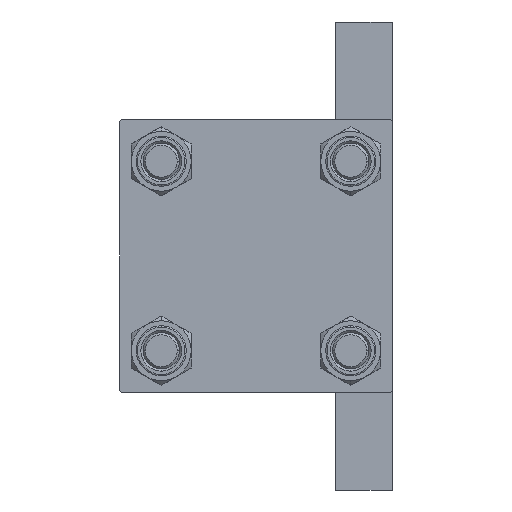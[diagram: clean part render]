
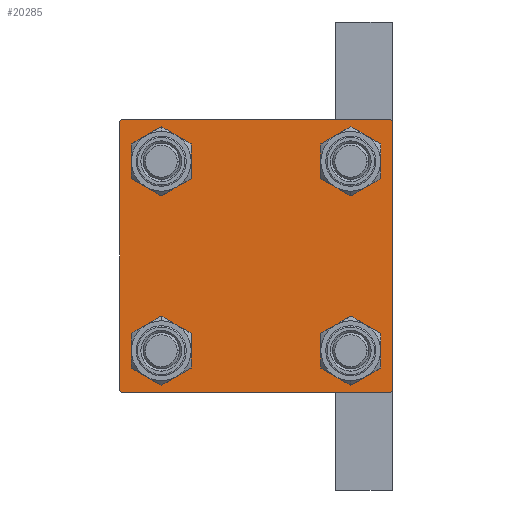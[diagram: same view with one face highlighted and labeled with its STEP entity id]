
A CAD part, left-side view. The second image highlights one B-rep face of the part: STEP entity #20285.
In plain terms, the highlighted planar face has unit normal (-1, 0, 0).
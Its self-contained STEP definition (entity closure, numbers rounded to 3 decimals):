
#224 = CARTESIAN_POINT ( 'NONE',  ( 0., -20.85, -25.35 ) ) ;
#726 = VERTEX_POINT ( 'NONE', #2587 ) ;
#838 = CIRCLE ( 'NONE', #36232, 4.5 ) ;
#949 = CARTESIAN_POINT ( 'NONE',  ( 0., -29.75, 29.75 ) ) ;
#1023 = CIRCLE ( 'NONE', #17527, 4.5 ) ;
#1171 = EDGE_CURVE ( 'NONE', #48632, #7809, #1023, .T. ) ;
#1489 = DIRECTION ( 'NONE',  ( 0., -0.707, 0.707 ) ) ;
#1689 = DIRECTION ( 'NONE',  ( 0., 0., 1. ) ) ;
#2069 = ORIENTED_EDGE ( 'NONE', *, *, #37507, .T. ) ;
#2587 = CARTESIAN_POINT ( 'NONE',  ( 0., 20.85, -25.35 ) ) ;
#3943 = CARTESIAN_POINT ( 'NONE',  ( 0., 29.75, 29.75 ) ) ;
#4525 = ORIENTED_EDGE ( 'NONE', *, *, #28264, .T. ) ;
#4588 = DIRECTION ( 'NONE',  ( 0., 0., 1. ) ) ;
#4797 = CARTESIAN_POINT ( 'NONE',  ( 0., -20.85, -16.35 ) ) ;
#6202 = CARTESIAN_POINT ( 'NONE',  ( 0., 30., -30. ) ) ;
#6395 = VECTOR ( 'NONE', #14443, 1000. ) ;
#6481 = VERTEX_POINT ( 'NONE', #9903 ) ;
#6697 = CARTESIAN_POINT ( 'NONE',  ( 0., 29.5, -30. ) ) ;
#6759 = VERTEX_POINT ( 'NONE', #10994 ) ;
#6969 = DIRECTION ( 'NONE',  ( 0., 0., 1. ) ) ;
#7204 = DIRECTION ( 'NONE',  ( -1., 0., 0. ) ) ;
#7790 = CIRCLE ( 'NONE', #30640, 4.5 ) ;
#7809 = VERTEX_POINT ( 'NONE', #224 ) ;
#7937 = VECTOR ( 'NONE', #18503, 1000. ) ;
#7976 = CIRCLE ( 'NONE', #24504, 4.5 ) ;
#8277 = CIRCLE ( 'NONE', #42067, 4.5 ) ;
#9055 = VECTOR ( 'NONE', #11449, 1000. ) ;
#9262 = ORIENTED_EDGE ( 'NONE', *, *, #21074, .T. ) ;
#9293 = VECTOR ( 'NONE', #47931, 1000. ) ;
#9582 = ORIENTED_EDGE ( 'NONE', *, *, #19292, .T. ) ;
#9903 = CARTESIAN_POINT ( 'NONE',  ( 0., -20.85, 25.35 ) ) ;
#9923 = CARTESIAN_POINT ( 'NONE',  ( 0., -20.85, -20.85 ) ) ;
#10959 = CARTESIAN_POINT ( 'NONE',  ( 0., 20.85, -16.35 ) ) ;
#10994 = CARTESIAN_POINT ( 'NONE',  ( 0., 20.85, 25.35 ) ) ;
#11449 = DIRECTION ( 'NONE',  ( 0., 0., -1. ) ) ;
#11957 = CIRCLE ( 'NONE', #15909, 4.5 ) ;
#13300 = AXIS2_PLACEMENT_3D ( 'NONE', #42484, #38307, #4588 ) ;
#13383 = DIRECTION ( 'NONE',  ( 1., 0., 0. ) ) ;
#13475 = CARTESIAN_POINT ( 'NONE',  ( 0., 30., 30. ) ) ;
#14009 = LINE ( 'NONE', #29038, #9293 ) ;
#14345 = ORIENTED_EDGE ( 'NONE', *, *, #39044, .T. ) ;
#14443 = DIRECTION ( 'NONE',  ( 0., -1., 0. ) ) ;
#14856 = CARTESIAN_POINT ( 'NONE',  ( 0., 0., 0. ) ) ;
#15199 = ORIENTED_EDGE ( 'NONE', *, *, #29581, .T. ) ;
#15345 = FACE_BOUND ( 'NONE', #19755, .T. ) ;
#15909 = AXIS2_PLACEMENT_3D ( 'NONE', #29547, #28568, #36663 ) ;
#15996 = DIRECTION ( 'NONE',  ( 0., 0.707, 0.707 ) ) ;
#16194 = VERTEX_POINT ( 'NONE', #16311 ) ;
#16311 = CARTESIAN_POINT ( 'NONE',  ( 0., -29.5, -30. ) ) ;
#16692 = VERTEX_POINT ( 'NONE', #18895 ) ;
#16733 = VERTEX_POINT ( 'NONE', #41757 ) ;
#16964 = EDGE_CURVE ( 'NONE', #19197, #726, #8277, .T. ) ;
#17174 = LINE ( 'NONE', #13475, #6395 ) ;
#17414 = EDGE_LOOP ( 'NONE', ( #35659, #48220 ) ) ;
#17491 = ORIENTED_EDGE ( 'NONE', *, *, #1171, .T. ) ;
#17527 = AXIS2_PLACEMENT_3D ( 'NONE', #9923, #13383, #39448 ) ;
#17528 = ORIENTED_EDGE ( 'NONE', *, *, #36285, .T. ) ;
#17632 = CARTESIAN_POINT ( 'NONE',  ( 0., 20.85, -20.85 ) ) ;
#17745 = AXIS2_PLACEMENT_3D ( 'NONE', #14856, #7204, #6969 ) ;
#18503 = DIRECTION ( 'NONE',  ( 0., 0.707, -0.707 ) ) ;
#18895 = CARTESIAN_POINT ( 'NONE',  ( 0., -29.5, 30. ) ) ;
#19024 = EDGE_LOOP ( 'NONE', ( #17491, #27717 ) ) ;
#19197 = VERTEX_POINT ( 'NONE', #10959 ) ;
#19292 = EDGE_CURVE ( 'NONE', #29033, #34191, #44891, .T. ) ;
#19301 = CARTESIAN_POINT ( 'NONE',  ( 0., -20.85, 16.35 ) ) ;
#19566 = ORIENTED_EDGE ( 'NONE', *, *, #47304, .T. ) ;
#19755 = EDGE_LOOP ( 'NONE', ( #14345, #2069 ) ) ;
#20285 = ADVANCED_FACE ( 'NONE', ( #15345, #26413, #29642, #41657, #25921 ), #40920, .T. ) ;
#20390 = CIRCLE ( 'NONE', #13300, 4.5 ) ;
#20655 = LINE ( 'NONE', #949, #28986 ) ;
#20993 = DIRECTION ( 'NONE',  ( 0., -1., 0. ) ) ;
#21074 = EDGE_CURVE ( 'NONE', #6759, #28361, #48356, .T. ) ;
#22794 = CARTESIAN_POINT ( 'NONE',  ( 0., 30., 29.5 ) ) ;
#22914 = LINE ( 'NONE', #3943, #7937 ) ;
#23081 = CARTESIAN_POINT ( 'NONE',  ( 0., -30., -29.5 ) ) ;
#23557 = ORIENTED_EDGE ( 'NONE', *, *, #45866, .T. ) ;
#24255 = DIRECTION ( 'NONE',  ( 1., 0., 0. ) ) ;
#24268 = VECTOR ( 'NONE', #20993, 1000. ) ;
#24504 = AXIS2_PLACEMENT_3D ( 'NONE', #34971, #39130, #42337 ) ;
#25396 = CARTESIAN_POINT ( 'NONE',  ( 0., 30., -29.5 ) ) ;
#25782 = CARTESIAN_POINT ( 'NONE',  ( 0., 29.75, -29.75 ) ) ;
#25838 = EDGE_CURVE ( 'NONE', #40172, #28475, #14009, .T. ) ;
#25921 = FACE_OUTER_BOUND ( 'NONE', #31199, .T. ) ;
#26413 = FACE_BOUND ( 'NONE', #19024, .T. ) ;
#26846 = DIRECTION ( 'NONE',  ( 0., 0., 1. ) ) ;
#27307 = EDGE_CURVE ( 'NONE', #40172, #16692, #20655, .T. ) ;
#27717 = ORIENTED_EDGE ( 'NONE', *, *, #35347, .T. ) ;
#27794 = EDGE_CURVE ( 'NONE', #726, #19197, #20390, .T. ) ;
#28085 = EDGE_LOOP ( 'NONE', ( #9262, #4525 ) ) ;
#28264 = EDGE_CURVE ( 'NONE', #28361, #6759, #7790, .T. ) ;
#28361 = VERTEX_POINT ( 'NONE', #44465 ) ;
#28439 = DIRECTION ( 'NONE',  ( 0., 0., 1. ) ) ;
#28475 = VERTEX_POINT ( 'NONE', #23081 ) ;
#28568 = DIRECTION ( 'NONE',  ( 1., 0., 0. ) ) ;
#28986 = VECTOR ( 'NONE', #15996, 1000. ) ;
#29033 = VERTEX_POINT ( 'NONE', #22794 ) ;
#29038 = CARTESIAN_POINT ( 'NONE',  ( 0., -30., 30. ) ) ;
#29333 = VERTEX_POINT ( 'NONE', #19301 ) ;
#29547 = CARTESIAN_POINT ( 'NONE',  ( 0., -20.85, 20.85 ) ) ;
#29581 = EDGE_CURVE ( 'NONE', #43274, #16194, #31836, .T. ) ;
#29642 = FACE_BOUND ( 'NONE', #17414, .T. ) ;
#30640 = AXIS2_PLACEMENT_3D ( 'NONE', #39334, #42780, #1689 ) ;
#31199 = EDGE_LOOP ( 'NONE', ( #9582, #19566, #15199, #23557, #40292, #48674, #31574, #17528 ) ) ;
#31574 = ORIENTED_EDGE ( 'NONE', *, *, #36502, .F. ) ;
#31836 = LINE ( 'NONE', #6202, #24268 ) ;
#31894 = CARTESIAN_POINT ( 'NONE',  ( 0., 20.85, 20.85 ) ) ;
#32641 = DIRECTION ( 'NONE',  ( 0., 0., 1. ) ) ;
#33125 = DIRECTION ( 'NONE',  ( 1., 0., 0. ) ) ;
#34191 = VERTEX_POINT ( 'NONE', #25396 ) ;
#34464 = DIRECTION ( 'NONE',  ( 1., 0., 0. ) ) ;
#34948 = CARTESIAN_POINT ( 'NONE',  ( 0., -20.85, -20.85 ) ) ;
#34971 = CARTESIAN_POINT ( 'NONE',  ( 0., -20.85, 20.85 ) ) ;
#35225 = CARTESIAN_POINT ( 'NONE',  ( 0., -29.75, -29.75 ) ) ;
#35347 = EDGE_CURVE ( 'NONE', #7809, #48632, #838, .T. ) ;
#35659 = ORIENTED_EDGE ( 'NONE', *, *, #16964, .T. ) ;
#36232 = AXIS2_PLACEMENT_3D ( 'NONE', #34948, #34464, #26846 ) ;
#36285 = EDGE_CURVE ( 'NONE', #16733, #29033, #22914, .T. ) ;
#36502 = EDGE_CURVE ( 'NONE', #16733, #16692, #17174, .T. ) ;
#36663 = DIRECTION ( 'NONE',  ( 0., 0., 1. ) ) ;
#37336 = VECTOR ( 'NONE', #1489, 1000. ) ;
#37345 = DIRECTION ( 'NONE',  ( 0., -0.707, -0.707 ) ) ;
#37507 = EDGE_CURVE ( 'NONE', #29333, #6481, #7976, .T. ) ;
#38307 = DIRECTION ( 'NONE',  ( 1., 0., 0. ) ) ;
#39044 = EDGE_CURVE ( 'NONE', #6481, #29333, #11957, .T. ) ;
#39130 = DIRECTION ( 'NONE',  ( 1., 0., 0. ) ) ;
#39334 = CARTESIAN_POINT ( 'NONE',  ( 0., 20.85, 20.85 ) ) ;
#39377 = LINE ( 'NONE', #35225, #37336 ) ;
#39448 = DIRECTION ( 'NONE',  ( 0., 0., 1. ) ) ;
#39740 = AXIS2_PLACEMENT_3D ( 'NONE', #31894, #24255, #28439 ) ;
#40172 = VERTEX_POINT ( 'NONE', #47049 ) ;
#40292 = ORIENTED_EDGE ( 'NONE', *, *, #25838, .F. ) ;
#40920 = PLANE ( 'NONE',  #17745 ) ;
#41657 = FACE_BOUND ( 'NONE', #28085, .T. ) ;
#41757 = CARTESIAN_POINT ( 'NONE',  ( 0., 29.5, 30. ) ) ;
#42067 = AXIS2_PLACEMENT_3D ( 'NONE', #17632, #33125, #32641 ) ;
#42337 = DIRECTION ( 'NONE',  ( 0., 0., 1. ) ) ;
#42484 = CARTESIAN_POINT ( 'NONE',  ( 0., 20.85, -20.85 ) ) ;
#42780 = DIRECTION ( 'NONE',  ( 1., 0., 0. ) ) ;
#43274 = VERTEX_POINT ( 'NONE', #6697 ) ;
#43638 = VECTOR ( 'NONE', #37345, 1000. ) ;
#44465 = CARTESIAN_POINT ( 'NONE',  ( 0., 20.85, 16.35 ) ) ;
#44891 = LINE ( 'NONE', #45129, #9055 ) ;
#45129 = CARTESIAN_POINT ( 'NONE',  ( 0., 30., 30. ) ) ;
#45193 = LINE ( 'NONE', #25782, #43638 ) ;
#45866 = EDGE_CURVE ( 'NONE', #16194, #28475, #39377, .T. ) ;
#47049 = CARTESIAN_POINT ( 'NONE',  ( 0., -30., 29.5 ) ) ;
#47304 = EDGE_CURVE ( 'NONE', #34191, #43274, #45193, .T. ) ;
#47931 = DIRECTION ( 'NONE',  ( 0., 0., -1. ) ) ;
#48220 = ORIENTED_EDGE ( 'NONE', *, *, #27794, .T. ) ;
#48356 = CIRCLE ( 'NONE', #39740, 4.5 ) ;
#48632 = VERTEX_POINT ( 'NONE', #4797 ) ;
#48674 = ORIENTED_EDGE ( 'NONE', *, *, #27307, .T. ) ;
